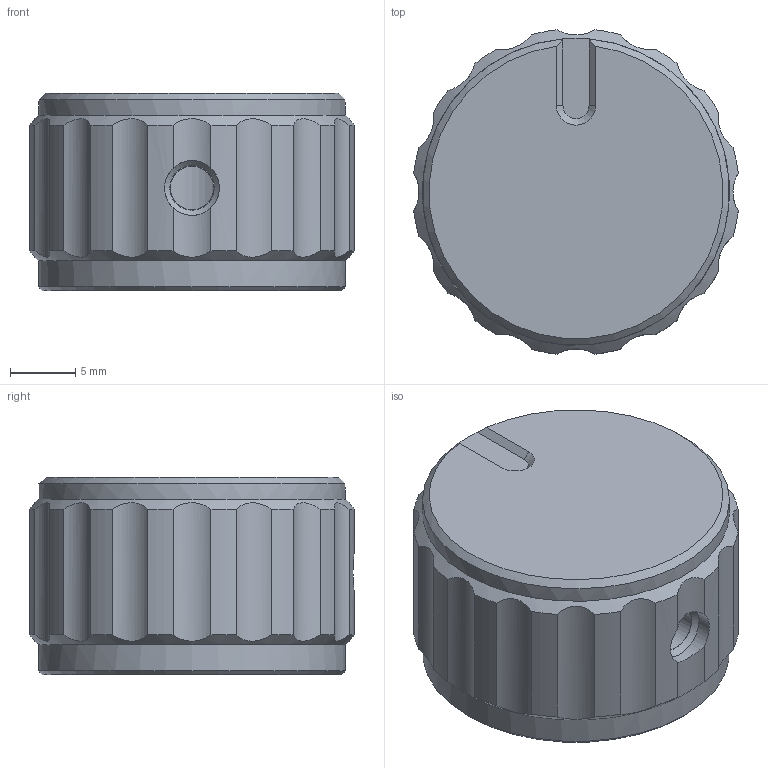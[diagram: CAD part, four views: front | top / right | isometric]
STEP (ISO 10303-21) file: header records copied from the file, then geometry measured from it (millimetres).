
FILE_DESCRIPTION(/* description */ (''),/* implementation_level */ '2;1');
FILE_NAME(/* name */ 'Volume Knob.step',/* time_stamp */ '2017-06-02T10:48:45+03:00',/* author */ (''),/* organization */ (''),/* preprocessor_version */ 'ST-DEVELOPER v16.13',/* originating_system */ 'Autodesk Translation Framework v6.1.1.50',/* authorisation */ '');
FILE_SCHEMA (('AUTOMOTIVE_DESIGN { 1 0 10303 214 3 1 1 }'));
Length unit declared in the file: millimetre
Products named in the file (1): Volume Knob v1
Bounding box: 24.83 x 24.83 x 15.11 mm (x, y, z)
Volume: 5597.7 mm3; surface area: 2509.7 mm2
Topology: 1 solids, 1 shells, 56 faces, 150 edges, 97 vertices
Faces by surface type: cylinder 39, cone 9, plane 7, torus 1
Full cylindrical faces by diameter (mm): 3.332 x1, 4.2 x1, 6 x1, 18 x1, 23.5 x2
Entity records: 1952 total; most frequent: CARTESIAN_POINT 648, ORIENTED_EDGE 260, DIRECTION 256, EDGE_CURVE 130, AXIS2_PLACEMENT_3D 108, VERTEX_POINT 91, EDGE_LOOP 73, FACE_OUTER_BOUND 56
